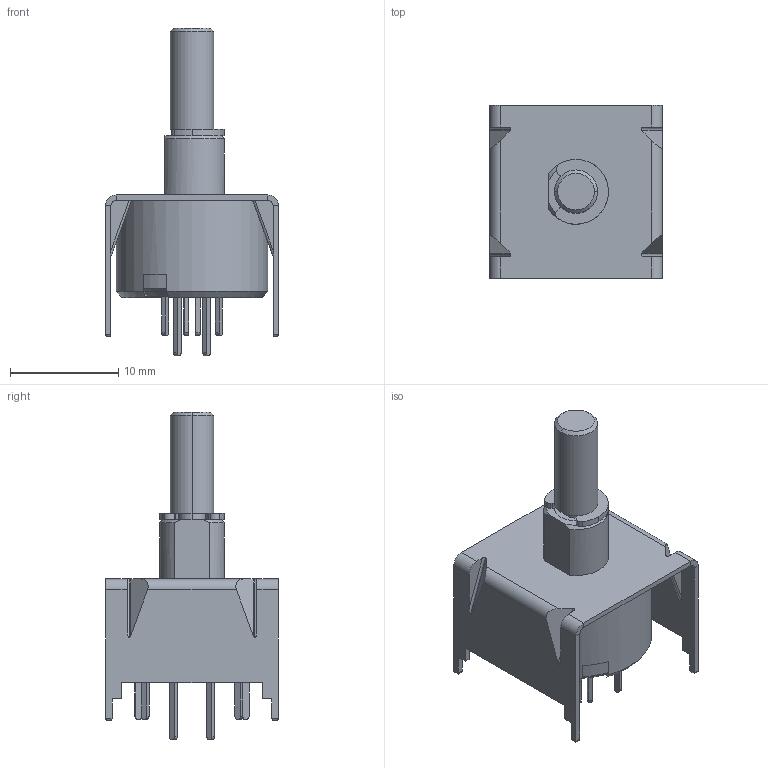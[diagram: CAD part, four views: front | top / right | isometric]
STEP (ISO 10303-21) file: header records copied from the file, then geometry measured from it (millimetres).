
FILE_DESCRIPTION (( 'STEP AP203' ), '1' );
FILE_NAME ('2ﾏ2ﾍ 13 IP40-0.STEP', '2020-09-07T02:13:21', ( '' ), ( '' ), 'SwSTEP 2.0', 'SolidWorks 2017', '' );
FILE_SCHEMA (( 'CONFIG_CONTROL_DESIGN' ));
Length unit declared in the file: millimetre
Products named in the file (18): ÌÏÍ3 Êîíòàêò íà 180; 扻豵鵨; ÔÈÌÄ-Ý.18.27 Óçåë ôèêñàöèè; �����_2�2�; 匀棠.754175.002 暑朦鲱 箫腩蝽栩咫铄; ÌÏÍ3 10Ï îñíîâàíèå; ÌÏÍ3 10Ï âûâîä-oa7; ÌÏÍ3 ðîòîð 4Í; 櫻蠉錪2; 2ﾏ2ﾍ 13 IP40-0; ﾔﾈﾌﾄ.745328.001 ﾊ煇鳫; 扻錪犩 諘瀁謺鍷; ﾔﾈﾌﾄ-ﾝ.18.34 ﾂ琿_13; ÌÏÍ3 Ïðóæèíêà Ô ïðÿìàÿ
Assembly tree (16 placements, depth 3):
  ÌÏÍ3 ðîòîð 4Í
  2ﾏ2ﾍ 13 IP40-0
    ÔÈÌÄ-Ý.18.27 Óçåë ôèêñàöèè
      扻豵鵨
      扻錪犩 諘瀁謺鍷
      匀棠.754175.002 暑朦鲱 箫腩蝽栩咫铄  x2
    �����_2�2�
      ÌÏÍ3 Êîíòàêò íà 180
      ÌÏÍ3 10Ï âûâîä-oa7
      ÌÏÍ3 10Ï îñíîâàíèå
      ÌÏÍ3 Êîíòàêò íà 180
      ÌÏÍ3 10Ï âûâîä-oa7
      ÌÏÍ3 10Ï âûâîä-oa7
      ÌÏÍ3 10Ï âûâîä-oa7
      櫻蠉錪2
    ﾔﾈﾌﾄ-ﾝ.18.34 ﾂ琿_13
    ﾔﾈﾌﾄ.745328.001 ﾊ煇鳫
  ÌÏÍ3 Ïðóæèíêà Ô ïðÿìàÿ
Bounding box: 16 x 16 x 30.35 mm (x, y, z)
Volume: 1309 mm3; surface area: 3647.6 mm2
Topology: 14 solids, 14 shells, 337 faces, 811 edges, 522 vertices
Faces by surface type: plane 188, cylinder 106, bspline 24, cone 19
Entity records: 11808 total; most frequent: CARTESIAN_POINT 2281, ORIENTED_EDGE 1606, DIRECTION 1554, EDGE_CURVE 803, VECTOR 524, LINE 524, VERTEX_POINT 518, AXIS2_PLACEMENT_3D 515
